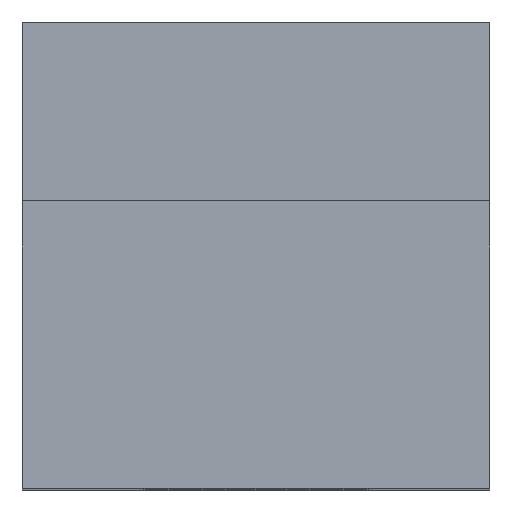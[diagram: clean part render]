
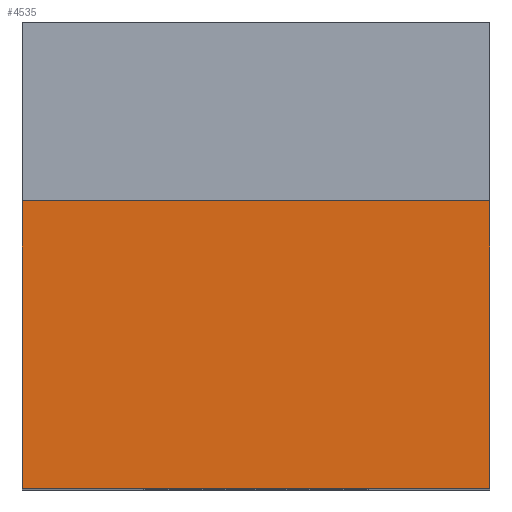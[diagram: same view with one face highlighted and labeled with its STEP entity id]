
A CAD part, top view. The second image highlights one B-rep face of the part: STEP entity #4535.
In plain terms, the highlighted planar face has unit normal (0, 0, 1).
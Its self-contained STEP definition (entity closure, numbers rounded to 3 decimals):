
#860=ORIENTED_EDGE('',*,*,#1296,.F.);
#861=ORIENTED_EDGE('',*,*,#1295,.T.);
#862=ORIENTED_EDGE('',*,*,#1285,.T.);
#863=ORIENTED_EDGE('',*,*,#1276,.T.);
#1276=EDGE_CURVE('',#1539,#1537,#1954,.T.);
#1285=EDGE_CURVE('',#1546,#1539,#1962,.T.);
#1295=EDGE_CURVE('',#1552,#1546,#1969,.T.);
#1296=EDGE_CURVE('',#1552,#1537,#1970,.T.);
#1537=VERTEX_POINT('',#6377);
#1539=VERTEX_POINT('',#6380);
#1546=VERTEX_POINT('',#6398);
#1552=VERTEX_POINT('',#6416);
#1954=LINE('',#6379,#2372);
#1962=LINE('',#6397,#2380);
#1969=LINE('',#6418,#2387);
#1970=LINE('',#6420,#2388);
#2372=VECTOR('',#5507,1000.);
#2380=VECTOR('',#5521,1000.);
#2387=VECTOR('',#5542,1000.);
#2388=VECTOR('',#5545,1000.);
#2599=EDGE_LOOP('',(#860,#861,#862,#863));
#2815=FACE_BOUND('',#2599,.T.);
#3006=PLANE('',#4737);
#4535=ADVANCED_FACE('',(#2815),#3006,.T.);
#4737=AXIS2_PLACEMENT_3D('',#6419,#5543,#5544);
#5507=DIRECTION('',(-1.,0.,0.));
#5521=DIRECTION('',(0.,1.,0.));
#5542=DIRECTION('',(1.,0.,0.));
#5543=DIRECTION('',(0.,0.,1.));
#5544=DIRECTION('',(1.,0.,0.));
#5545=DIRECTION('',(0.,1.,0.));
#6377=CARTESIAN_POINT('',(-1.5,6.5,20.));
#6379=CARTESIAN_POINT('',(6.5,6.5,20.));
#6380=CARTESIAN_POINT('',(6.5,6.5,20.));
#6397=CARTESIAN_POINT('',(6.5,-6.5,20.));
#6398=CARTESIAN_POINT('',(6.5,-6.5,20.));
#6416=CARTESIAN_POINT('',(-1.5,-6.5,20.));
#6418=CARTESIAN_POINT('',(-6.5,-6.5,20.));
#6419=CARTESIAN_POINT('',(-6.5,-6.5,20.));
#6420=CARTESIAN_POINT('',(-1.5,-6.5,20.));
